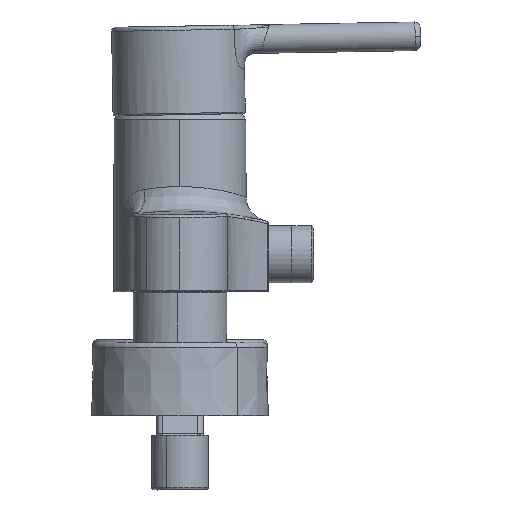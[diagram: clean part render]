
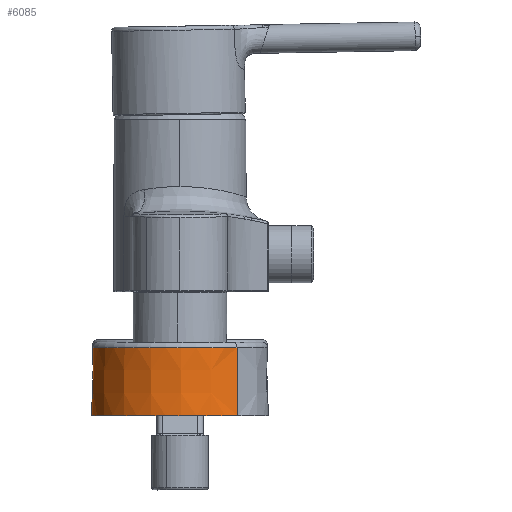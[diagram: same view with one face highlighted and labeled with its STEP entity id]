
A CAD part, left-side view. The second image highlights one B-rep face of the part: STEP entity #6085.
In plain terms, the highlighted conical face has half-angle 0.955 degrees and reference radius 32.083 mm.
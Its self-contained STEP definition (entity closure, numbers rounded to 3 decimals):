
#232 = DIRECTION ( 'NONE',  ( 0., 0., -1. ) ) ;
#1220 = CARTESIAN_POINT ( 'NONE',  ( -99.318, -20.927, -34.206 ) ) ;
#1228 = VERTEX_POINT ( 'NONE', #19999 ) ;
#1542 = VERTEX_POINT ( 'NONE', #5224 ) ;
#2120 = ORIENTED_EDGE ( 'NONE', *, *, #5285, .F. ) ;
#2578 = CIRCLE ( 'NONE', #21913, 32.083 ) ;
#2696 = AXIS2_PLACEMENT_3D ( 'NONE', #14507, #21832, #15040 ) ;
#3944 = VECTOR ( 'NONE', #5011, 1000. ) ;
#4831 = ORIENTED_EDGE ( 'NONE', *, *, #18616, .T. ) ;
#5011 = DIRECTION ( 'NONE',  ( 0.013, 0.011, -1. ) ) ;
#5194 = CARTESIAN_POINT ( 'NONE',  ( -75., 0., -59.24 ) ) ;
#5224 = CARTESIAN_POINT ( 'NONE',  ( -99.634, -21.199, -59.24 ) ) ;
#5285 = EDGE_CURVE ( 'NONE', #15808, #1542, #21536, .T. ) ;
#5367 = VERTEX_POINT ( 'NONE', #19134 ) ;
#5398 = DIRECTION ( 'NONE',  ( 0.352, 0.936, 0. ) ) ;
#5501 = AXIS2_PLACEMENT_3D ( 'NONE', #5194, #15782, #15712 ) ;
#6085 = ADVANCED_FACE ( 'NONE', ( #15983 ), #7182, .T. ) ;
#7182 = CONICAL_SURFACE ( 'NONE', #2696, 32.083, 0.017 ) ;
#7317 = EDGE_CURVE ( 'NONE', #1542, #5367, #17774, .T. ) ;
#7796 = CARTESIAN_POINT ( 'NONE',  ( -99.318, -20.927, -34.206 ) ) ;
#10589 = ORIENTED_EDGE ( 'NONE', *, *, #7317, .F. ) ;
#13049 = EDGE_LOOP ( 'NONE', ( #2120, #4831, #22147, #10589 ) ) ;
#13864 = LINE ( 'NONE', #20967, #3944 ) ;
#14158 = CARTESIAN_POINT ( 'NONE',  ( -75., 0., -34.206 ) ) ;
#14507 = CARTESIAN_POINT ( 'NONE',  ( -75., 0., -34.206 ) ) ;
#15040 = DIRECTION ( 'NONE',  ( 0.758, 0.652, 0. ) ) ;
#15712 = DIRECTION ( 'NONE',  ( 0.352, 0.936, 0. ) ) ;
#15782 = DIRECTION ( 'NONE',  ( 0., 0., -1. ) ) ;
#15808 = VERTEX_POINT ( 'NONE', #7796 ) ;
#15983 = FACE_OUTER_BOUND ( 'NONE', #13049, .T. ) ;
#17774 = CIRCLE ( 'NONE', #5501, 32.5 ) ;
#18508 = DIRECTION ( 'NONE',  ( -0.013, -0.011, -1. ) ) ;
#18528 = EDGE_CURVE ( 'NONE', #1228, #5367, #13864, .T. ) ;
#18536 = VECTOR ( 'NONE', #18508, 1000. ) ;
#18616 = EDGE_CURVE ( 'NONE', #15808, #1228, #2578, .T. ) ;
#19134 = CARTESIAN_POINT ( 'NONE',  ( -50.366, 21.199, -59.24 ) ) ;
#19999 = CARTESIAN_POINT ( 'NONE',  ( -50.682, 20.927, -34.206 ) ) ;
#20967 = CARTESIAN_POINT ( 'NONE',  ( -50.682, 20.927, -34.206 ) ) ;
#21536 = LINE ( 'NONE', #1220, #18536 ) ;
#21832 = DIRECTION ( 'NONE',  ( 0., 0., -1. ) ) ;
#21913 = AXIS2_PLACEMENT_3D ( 'NONE', #14158, #232, #5398 ) ;
#22147 = ORIENTED_EDGE ( 'NONE', *, *, #18528, .T. ) ;
